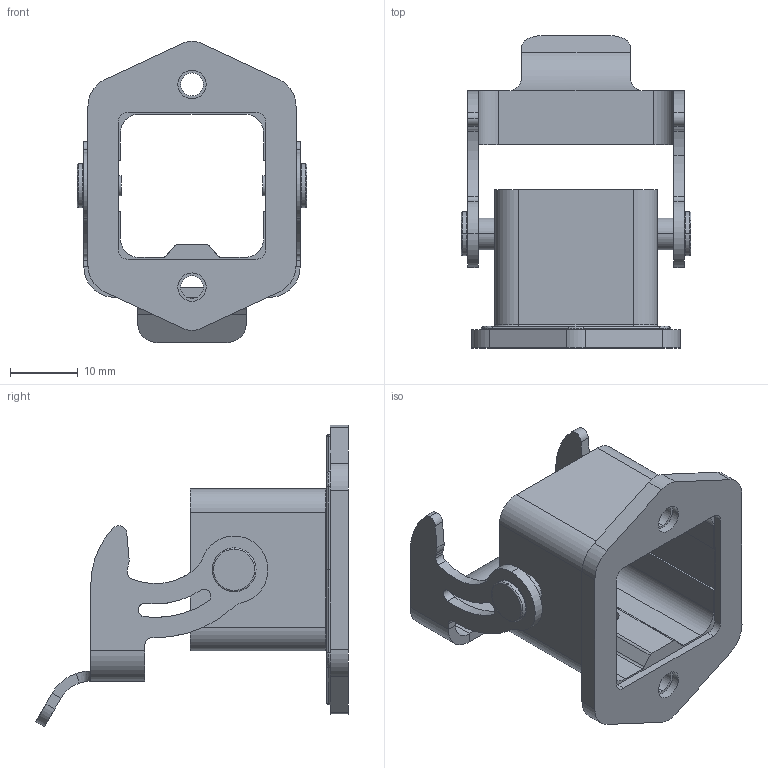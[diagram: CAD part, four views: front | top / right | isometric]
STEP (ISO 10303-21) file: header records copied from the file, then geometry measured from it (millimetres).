
FILE_DESCRIPTION (( 'STEP AP203' ), '1' );
FILE_NAME ('H3A-BK-1L_W_V1.0.STEP', '2017-05-27T08:24:27', ( '微软用户' ), ( '微软中国' ), 'SwSTEP 2.0', 'SolidWorks 2012', '' );
FILE_SCHEMA (( 'CONFIG_CONTROL_DESIGN' ));
Length unit declared in the file: millimetre
Products named in the file (1): H3A-BK-1L_W_V1.0
Bounding box: 34 x 46.28 x 44.61 mm (x, y, z)
Volume: 5890.5 mm3; surface area: 8402.4 mm2
Topology: 1 solids, 1 shells, 256 faces, 651 edges, 402 vertices
Faces by surface type: cylinder 128, plane 86, cone 20, bspline 14, torus 8
Entity records: 8214 total; most frequent: CARTESIAN_POINT 1960, DIRECTION 1327, ORIENTED_EDGE 1286, EDGE_CURVE 643, AXIS2_PLACEMENT_3D 499, VERTEX_POINT 402, VECTOR 329, LINE 329
